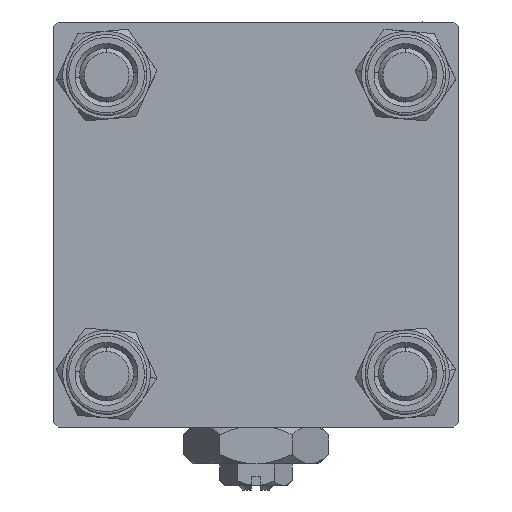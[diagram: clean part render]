
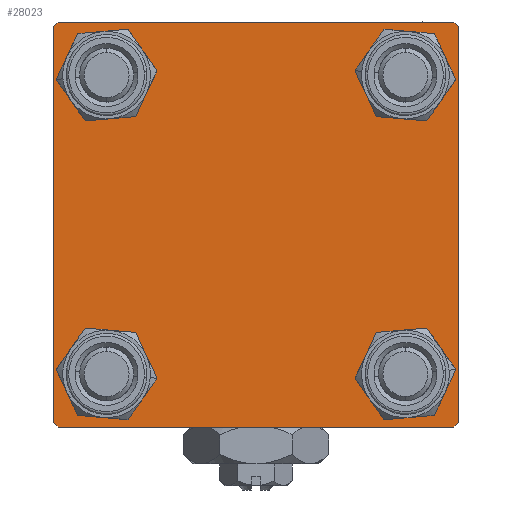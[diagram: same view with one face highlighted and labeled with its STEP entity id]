
A CAD part, left-side view. The second image highlights one B-rep face of the part: STEP entity #28023.
In plain terms, the highlighted planar face has unit normal (-1, 0, 0).
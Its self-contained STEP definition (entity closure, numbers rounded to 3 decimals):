
#171 = ORIENTED_EDGE ( 'NONE', *, *, #15763, .T. ) ;
#256 = LINE ( 'NONE', #24110, #45115 ) ;
#261 = EDGE_LOOP ( 'NONE', ( #1188, #23781, #25843, #46828, #13473, #171, #57839, #53225 ) ) ;
#414 = CARTESIAN_POINT ( 'NONE',  ( 0., -22.5, 22. ) ) ;
#496 = VECTOR ( 'NONE', #36675, 1000. ) ;
#1188 = ORIENTED_EDGE ( 'NONE', *, *, #53914, .T. ) ;
#1325 = CARTESIAN_POINT ( 'NONE',  ( 0., 22.5, -22. ) ) ;
#1392 = CARTESIAN_POINT ( 'NONE',  ( 0., -16.6, 13.1 ) ) ;
#1689 = LINE ( 'NONE', #25548, #20735 ) ;
#2550 = PLANE ( 'NONE',  #29090 ) ;
#4832 = AXIS2_PLACEMENT_3D ( 'NONE', #38218, #10098, #56547 ) ;
#5008 = AXIS2_PLACEMENT_3D ( 'NONE', #49271, #7417, #44691 ) ;
#5204 = VERTEX_POINT ( 'NONE', #31369 ) ;
#6431 = CARTESIAN_POINT ( 'NONE',  ( 0., 16.6, 13.1 ) ) ;
#6808 = FACE_BOUND ( 'NONE', #15058, .T. ) ;
#7121 = CARTESIAN_POINT ( 'NONE',  ( 0., 16.6, -13.1 ) ) ;
#7239 = VERTEX_POINT ( 'NONE', #47578 ) ;
#7417 = DIRECTION ( 'NONE',  ( 1., 0., 0. ) ) ;
#7693 = EDGE_CURVE ( 'NONE', #14534, #5204, #1689, .T. ) ;
#8320 = ORIENTED_EDGE ( 'NONE', *, *, #52962, .T. ) ;
#8438 = DIRECTION ( 'NONE',  ( 0., 0., 1. ) ) ;
#8496 = EDGE_CURVE ( 'NONE', #22364, #45085, #29526, .T. ) ;
#9128 = EDGE_CURVE ( 'NONE', #39472, #18904, #42238, .T. ) ;
#9677 = EDGE_LOOP ( 'NONE', ( #8320, #41854 ) ) ;
#10098 = DIRECTION ( 'NONE',  ( 1., 0., 0. ) ) ;
#11651 = VERTEX_POINT ( 'NONE', #1325 ) ;
#11715 = CARTESIAN_POINT ( 'NONE',  ( 0., 0., 0. ) ) ;
#12222 = DIRECTION ( 'NONE',  ( 1., 0., 0. ) ) ;
#12442 = EDGE_CURVE ( 'NONE', #37680, #14534, #59188, .T. ) ;
#12814 = DIRECTION ( 'NONE',  ( 0., 0., 1. ) ) ;
#12900 = VERTEX_POINT ( 'NONE', #6431 ) ;
#13180 = CIRCLE ( 'NONE', #47327, 3.5 ) ;
#13473 = ORIENTED_EDGE ( 'NONE', *, *, #37706, .F. ) ;
#14066 = ORIENTED_EDGE ( 'NONE', *, *, #57907, .T. ) ;
#14094 = VECTOR ( 'NONE', #26536, 1000. ) ;
#14233 = VERTEX_POINT ( 'NONE', #50627 ) ;
#14534 = VERTEX_POINT ( 'NONE', #21522 ) ;
#14739 = CIRCLE ( 'NONE', #41082, 3.5 ) ;
#15058 = EDGE_LOOP ( 'NONE', ( #21088, #49682 ) ) ;
#15177 = CARTESIAN_POINT ( 'NONE',  ( 0., 16.6, -16.6 ) ) ;
#15763 = EDGE_CURVE ( 'NONE', #49077, #48477, #40007, .T. ) ;
#16457 = EDGE_CURVE ( 'NONE', #12900, #14233, #13180, .T. ) ;
#17119 = VECTOR ( 'NONE', #40301, 1000. ) ;
#17739 = CIRCLE ( 'NONE', #58747, 3.5 ) ;
#18904 = VERTEX_POINT ( 'NONE', #7121 ) ;
#19041 = EDGE_CURVE ( 'NONE', #7239, #27000, #51307, .T. ) ;
#19316 = CARTESIAN_POINT ( 'NONE',  ( 0., 16.6, -20.1 ) ) ;
#20735 = VECTOR ( 'NONE', #29516, 1000. ) ;
#20775 = CARTESIAN_POINT ( 'NONE',  ( 0., -22.25, 22.25 ) ) ;
#21088 = ORIENTED_EDGE ( 'NONE', *, *, #46639, .T. ) ;
#21522 = CARTESIAN_POINT ( 'NONE',  ( 0., -22., -22.5 ) ) ;
#21697 = DIRECTION ( 'NONE',  ( 0., 0., 1. ) ) ;
#22364 = VERTEX_POINT ( 'NONE', #1392 ) ;
#23322 = DIRECTION ( 'NONE',  ( 0., 0., 1. ) ) ;
#23737 = AXIS2_PLACEMENT_3D ( 'NONE', #31888, #32490, #23322 ) ;
#23766 = VECTOR ( 'NONE', #36014, 1000. ) ;
#23781 = ORIENTED_EDGE ( 'NONE', *, *, #58520, .T. ) ;
#23794 = DIRECTION ( 'NONE',  ( 0., -1., 0. ) ) ;
#24110 = CARTESIAN_POINT ( 'NONE',  ( 0., 22.5, 22.5 ) ) ;
#25548 = CARTESIAN_POINT ( 'NONE',  ( 0., -22.25, -22.25 ) ) ;
#25843 = ORIENTED_EDGE ( 'NONE', *, *, #12442, .T. ) ;
#26103 = FACE_BOUND ( 'NONE', #45031, .T. ) ;
#26335 = CIRCLE ( 'NONE', #4832, 3.5 ) ;
#26536 = DIRECTION ( 'NONE',  ( 0., -1., 0. ) ) ;
#26542 = VECTOR ( 'NONE', #58559, 1000. ) ;
#27000 = VERTEX_POINT ( 'NONE', #50634 ) ;
#28023 = ADVANCED_FACE ( 'NONE', ( #30688, #26103, #6808, #40122, #59061 ), #2550, .T. ) ;
#28432 = CARTESIAN_POINT ( 'NONE',  ( 0., 22.25, 22.25 ) ) ;
#29090 = AXIS2_PLACEMENT_3D ( 'NONE', #11715, #39518, #49273 ) ;
#29270 = DIRECTION ( 'NONE',  ( 0., 0., 1. ) ) ;
#29516 = DIRECTION ( 'NONE',  ( 0., -0.707, 0.707 ) ) ;
#29526 = CIRCLE ( 'NONE', #32447, 3.5 ) ;
#29629 = CIRCLE ( 'NONE', #23737, 3.5 ) ;
#29714 = DIRECTION ( 'NONE',  ( 1., 0., 0. ) ) ;
#30688 = FACE_BOUND ( 'NONE', #9677, .T. ) ;
#30893 = CARTESIAN_POINT ( 'NONE',  ( 0., 16.6, -16.6 ) ) ;
#31369 = CARTESIAN_POINT ( 'NONE',  ( 0., -22.5, -22. ) ) ;
#31696 = CARTESIAN_POINT ( 'NONE',  ( 0., -16.6, 16.6 ) ) ;
#31888 = CARTESIAN_POINT ( 'NONE',  ( 0., -16.6, -16.6 ) ) ;
#32447 = AXIS2_PLACEMENT_3D ( 'NONE', #31696, #35375, #8438 ) ;
#32490 = DIRECTION ( 'NONE',  ( 1., 0., 0. ) ) ;
#32535 = EDGE_CURVE ( 'NONE', #14233, #12900, #26335, .T. ) ;
#33842 = DIRECTION ( 'NONE',  ( 1., 0., 0. ) ) ;
#34037 = CARTESIAN_POINT ( 'NONE',  ( 0., -16.6, -20.1 ) ) ;
#35375 = DIRECTION ( 'NONE',  ( 1., 0., 0. ) ) ;
#36014 = DIRECTION ( 'NONE',  ( 0., -0.707, -0.707 ) ) ;
#36305 = CARTESIAN_POINT ( 'NONE',  ( 0., 22.25, -22.25 ) ) ;
#36675 = DIRECTION ( 'NONE',  ( 0., 0.707, -0.707 ) ) ;
#36786 = LINE ( 'NONE', #39922, #26542 ) ;
#37680 = VERTEX_POINT ( 'NONE', #47579 ) ;
#37706 = EDGE_CURVE ( 'NONE', #49077, #5204, #42707, .T. ) ;
#38218 = CARTESIAN_POINT ( 'NONE',  ( 0., 16.6, 16.6 ) ) ;
#38545 = ORIENTED_EDGE ( 'NONE', *, *, #16457, .T. ) ;
#38551 = CARTESIAN_POINT ( 'NONE',  ( 0., 16.6, 16.6 ) ) ;
#38840 = DIRECTION ( 'NONE',  ( 0., 0., 1. ) ) ;
#39304 = AXIS2_PLACEMENT_3D ( 'NONE', #30893, #49468, #21697 ) ;
#39472 = VERTEX_POINT ( 'NONE', #19316 ) ;
#39518 = DIRECTION ( 'NONE',  ( -1., 0., 0. ) ) ;
#39922 = CARTESIAN_POINT ( 'NONE',  ( 0., 22.5, 22.5 ) ) ;
#40007 = LINE ( 'NONE', #20775, #17119 ) ;
#40122 = FACE_BOUND ( 'NONE', #48166, .T. ) ;
#40301 = DIRECTION ( 'NONE',  ( 0., 0.707, 0.707 ) ) ;
#41082 = AXIS2_PLACEMENT_3D ( 'NONE', #15177, #33842, #29270 ) ;
#41854 = ORIENTED_EDGE ( 'NONE', *, *, #8496, .T. ) ;
#42230 = VERTEX_POINT ( 'NONE', #34037 ) ;
#42238 = CIRCLE ( 'NONE', #39304, 3.5 ) ;
#42707 = LINE ( 'NONE', #52164, #52438 ) ;
#44140 = CARTESIAN_POINT ( 'NONE',  ( 0., -22., 22.5 ) ) ;
#44691 = DIRECTION ( 'NONE',  ( 0., 0., 1. ) ) ;
#44826 = CARTESIAN_POINT ( 'NONE',  ( 0., 22.5, -22.5 ) ) ;
#45031 = EDGE_LOOP ( 'NONE', ( #14066, #52255 ) ) ;
#45085 = VERTEX_POINT ( 'NONE', #54959 ) ;
#45115 = VECTOR ( 'NONE', #23794, 1000. ) ;
#46042 = LINE ( 'NONE', #36305, #23766 ) ;
#46639 = EDGE_CURVE ( 'NONE', #18904, #39472, #14739, .T. ) ;
#46828 = ORIENTED_EDGE ( 'NONE', *, *, #7693, .T. ) ;
#47327 = AXIS2_PLACEMENT_3D ( 'NONE', #38551, #29714, #38840 ) ;
#47578 = CARTESIAN_POINT ( 'NONE',  ( 0., 22., 22.5 ) ) ;
#47579 = CARTESIAN_POINT ( 'NONE',  ( 0., 22., -22.5 ) ) ;
#48166 = EDGE_LOOP ( 'NONE', ( #49018, #38545 ) ) ;
#48477 = VERTEX_POINT ( 'NONE', #44140 ) ;
#49018 = ORIENTED_EDGE ( 'NONE', *, *, #32535, .T. ) ;
#49077 = VERTEX_POINT ( 'NONE', #414 ) ;
#49271 = CARTESIAN_POINT ( 'NONE',  ( 0., -16.6, -16.6 ) ) ;
#49273 = DIRECTION ( 'NONE',  ( 0., 0., 1. ) ) ;
#49468 = DIRECTION ( 'NONE',  ( 1., 0., 0. ) ) ;
#49682 = ORIENTED_EDGE ( 'NONE', *, *, #9128, .T. ) ;
#50361 = CARTESIAN_POINT ( 'NONE',  ( 0., -16.6, 16.6 ) ) ;
#50627 = CARTESIAN_POINT ( 'NONE',  ( 0., 16.6, 20.1 ) ) ;
#50634 = CARTESIAN_POINT ( 'NONE',  ( 0., 22.5, 22. ) ) ;
#51291 = EDGE_CURVE ( 'NONE', #42230, #59839, #51836, .T. ) ;
#51307 = LINE ( 'NONE', #28432, #496 ) ;
#51836 = CIRCLE ( 'NONE', #5008, 3.5 ) ;
#52164 = CARTESIAN_POINT ( 'NONE',  ( 0., -22.5, 22.5 ) ) ;
#52255 = ORIENTED_EDGE ( 'NONE', *, *, #51291, .T. ) ;
#52438 = VECTOR ( 'NONE', #53062, 1000. ) ;
#52962 = EDGE_CURVE ( 'NONE', #45085, #22364, #17739, .T. ) ;
#53062 = DIRECTION ( 'NONE',  ( 0., 0., -1. ) ) ;
#53225 = ORIENTED_EDGE ( 'NONE', *, *, #19041, .T. ) ;
#53914 = EDGE_CURVE ( 'NONE', #27000, #11651, #36786, .T. ) ;
#54494 = EDGE_CURVE ( 'NONE', #7239, #48477, #256, .T. ) ;
#54959 = CARTESIAN_POINT ( 'NONE',  ( 0., -16.6, 20.1 ) ) ;
#56547 = DIRECTION ( 'NONE',  ( 0., 0., 1. ) ) ;
#57839 = ORIENTED_EDGE ( 'NONE', *, *, #54494, .F. ) ;
#57907 = EDGE_CURVE ( 'NONE', #59839, #42230, #29629, .T. ) ;
#58520 = EDGE_CURVE ( 'NONE', #11651, #37680, #46042, .T. ) ;
#58559 = DIRECTION ( 'NONE',  ( 0., 0., -1. ) ) ;
#58747 = AXIS2_PLACEMENT_3D ( 'NONE', #50361, #12222, #12814 ) ;
#58918 = CARTESIAN_POINT ( 'NONE',  ( 0., -16.6, -13.1 ) ) ;
#59061 = FACE_OUTER_BOUND ( 'NONE', #261, .T. ) ;
#59188 = LINE ( 'NONE', #44826, #14094 ) ;
#59839 = VERTEX_POINT ( 'NONE', #58918 ) ;
